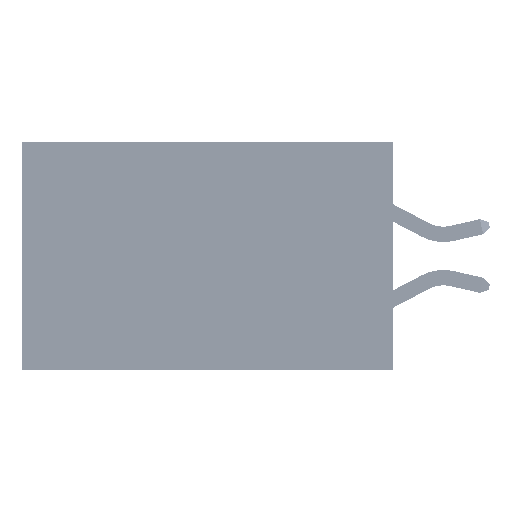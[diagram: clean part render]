
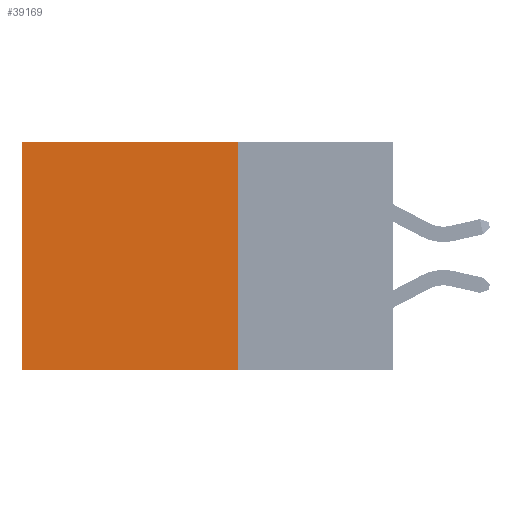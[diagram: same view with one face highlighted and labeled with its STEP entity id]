
A CAD part, left-side view. The second image highlights one B-rep face of the part: STEP entity #39169.
In plain terms, the highlighted planar face has unit normal (-1, 0, 0).
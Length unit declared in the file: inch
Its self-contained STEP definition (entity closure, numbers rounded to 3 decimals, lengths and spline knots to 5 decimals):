
#2369 = DIRECTION ( 'NONE',  ( 0., 0., -1. ) ) ;
#4145 = VECTOR ( 'NONE', #2369, 39.37008 ) ;
#4365 = LINE ( 'NONE', #20847, #37544 ) ;
#4589 = PLANE ( 'NONE',  #23014 ) ;
#4696 = CARTESIAN_POINT ( 'NONE',  ( 0.2875, 0.6, 0. ) ) ;
#4754 = DIRECTION ( 'NONE',  ( 0., 0., -1. ) ) ;
#6221 = CARTESIAN_POINT ( 'NONE',  ( 0.2875, 0.6, 0. ) ) ;
#7632 = EDGE_CURVE ( 'NONE', #42017, #26502, #44960, .T. ) ;
#7814 = EDGE_CURVE ( 'NONE', #38915, #28460, #38513, .T. ) ;
#8281 = DIRECTION ( 'NONE',  ( 1., 0., 0. ) ) ;
#10941 = CARTESIAN_POINT ( 'NONE',  ( 0.2875, 0.25, 0. ) ) ;
#13214 = LINE ( 'NONE', #21960, #21942 ) ;
#17115 = CARTESIAN_POINT ( 'NONE',  ( 0.2875, 0.25, 0. ) ) ;
#18524 = ORIENTED_EDGE ( 'NONE', *, *, #7814, .F. ) ;
#20847 = CARTESIAN_POINT ( 'NONE',  ( 0.2875, 0.25, 0. ) ) ;
#21942 = VECTOR ( 'NONE', #41050, 39.37008 ) ;
#21960 = CARTESIAN_POINT ( 'NONE',  ( 0.2875, 0.25, -0.37 ) ) ;
#23014 = AXIS2_PLACEMENT_3D ( 'NONE', #30770, #8281, #4754 ) ;
#25480 = CARTESIAN_POINT ( 'NONE',  ( 0.2875, 0.6, -0.37 ) ) ;
#26502 = VERTEX_POINT ( 'NONE', #25480 ) ;
#28460 = VERTEX_POINT ( 'NONE', #41330 ) ;
#30770 = CARTESIAN_POINT ( 'NONE',  ( 0.2875, 0.25, 0. ) ) ;
#31174 = DIRECTION ( 'NONE',  ( 0., 0., -1. ) ) ;
#31496 = ORIENTED_EDGE ( 'NONE', *, *, #38206, .T. ) ;
#32960 = ORIENTED_EDGE ( 'NONE', *, *, #7632, .T. ) ;
#36555 = EDGE_CURVE ( 'NONE', #28460, #26502, #13214, .T. ) ;
#37544 = VECTOR ( 'NONE', #39462, 39.37008 ) ;
#38206 = EDGE_CURVE ( 'NONE', #38915, #42017, #4365, .T. ) ;
#38338 = EDGE_LOOP ( 'NONE', ( #32960, #46516, #18524, #31496 ) ) ;
#38513 = LINE ( 'NONE', #17115, #4145 ) ;
#38915 = VERTEX_POINT ( 'NONE', #10941 ) ;
#39169 = ADVANCED_FACE ( 'NONE', ( #45844 ), #4589, .F. ) ;
#39462 = DIRECTION ( 'NONE',  ( 0., 1., 0. ) ) ;
#40843 = VECTOR ( 'NONE', #31174, 39.37008 ) ;
#41050 = DIRECTION ( 'NONE',  ( 0., 1., 0. ) ) ;
#41330 = CARTESIAN_POINT ( 'NONE',  ( 0.2875, 0.25, -0.37 ) ) ;
#42017 = VERTEX_POINT ( 'NONE', #6221 ) ;
#44960 = LINE ( 'NONE', #4696, #40843 ) ;
#45844 = FACE_OUTER_BOUND ( 'NONE', #38338, .T. ) ;
#46516 = ORIENTED_EDGE ( 'NONE', *, *, #36555, .F. ) ;
